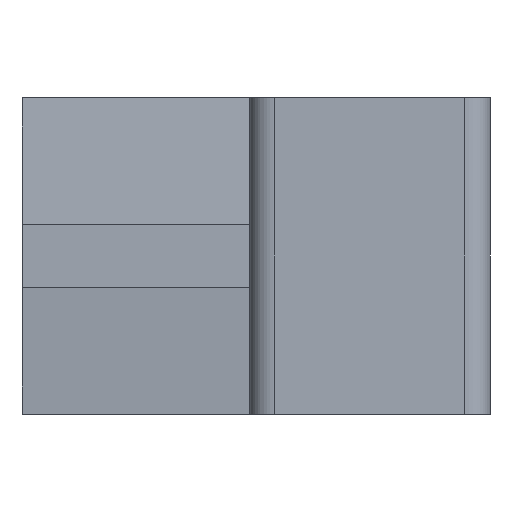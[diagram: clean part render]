
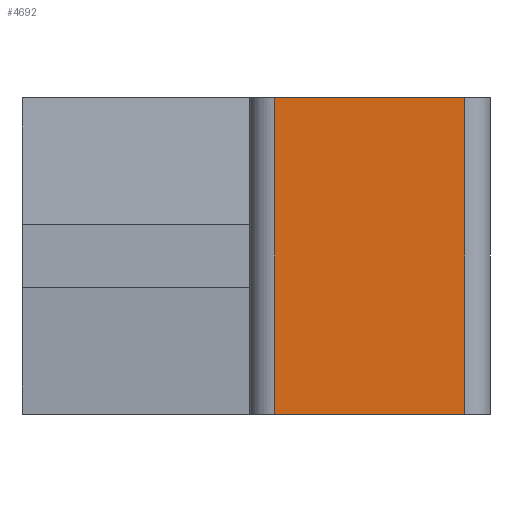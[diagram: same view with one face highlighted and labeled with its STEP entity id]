
A CAD part, left-side view. The second image highlights one B-rep face of the part: STEP entity #4692.
In plain terms, the highlighted free-form (B-spline) face has degree [1, 1] with [2, 2] control points.
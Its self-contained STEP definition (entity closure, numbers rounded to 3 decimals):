
#3567=CARTESIAN_POINT('',(-13.,-5.1,-12.5));
#3568=VERTEX_POINT('',#3567);
#3582=CARTESIAN_POINT('',(-13.,9.9,-12.5));
#3583=VERTEX_POINT('',#3582);
#3584=CARTESIAN_POINT('',(-13.,-5.1,-12.5));
#3585=CARTESIAN_POINT('',(-13.,9.9,-12.5));
#3586=QUASI_UNIFORM_CURVE('',1,(#3584,#3585),.UNSPECIFIED.,.F.,.U.);
#3587=EDGE_CURVE('',#3568,#3583,#3586,.T.);
#4019=CARTESIAN_POINT('',(-13.,9.9,12.5));
#4020=VERTEX_POINT('',#4019);
#4034=CARTESIAN_POINT('',(-13.,-5.1,12.5));
#4035=VERTEX_POINT('',#4034);
#4036=CARTESIAN_POINT('',(-13.,-5.1,12.5));
#4037=CARTESIAN_POINT('',(-13.,9.9,12.5));
#4038=QUASI_UNIFORM_CURVE('',1,(#4036,#4037),.UNSPECIFIED.,.F.,.U.);
#4039=EDGE_CURVE('',#4035,#4020,#4038,.T.);
#4667=CARTESIAN_POINT('',(-13.,9.9,12.5));
#4668=CARTESIAN_POINT('',(-13.,9.9,-12.5));
#4669=QUASI_UNIFORM_CURVE('',1,(#4667,#4668),.UNSPECIFIED.,.F.,.U.);
#4670=EDGE_CURVE('',#4020,#3583,#4669,.T.);
#4677=CARTESIAN_POINT('',(-13.,-5.849,-13.749));
#4678=CARTESIAN_POINT('',(-13.,-5.849,13.749));
#4679=CARTESIAN_POINT('',(-13.,10.649,-13.749));
#4680=CARTESIAN_POINT('',(-13.,10.649,13.749));
#4681=B_SPLINE_SURFACE_WITH_KNOTS('',1,1,((#4677,#4679),(#4678,#4680)),.UNSPECIFIED.,.F.,.F.,.U.,(2,2),(2,2),(0.0,27.498),(0.0,16.499),.UNSPECIFIED.);
#4682=ORIENTED_EDGE('',*,*,#3587,.F.);
#4683=CARTESIAN_POINT('',(-13.,-5.1,12.5));
#4684=CARTESIAN_POINT('',(-13.,-5.1,-12.5));
#4685=QUASI_UNIFORM_CURVE('',1,(#4683,#4684),.UNSPECIFIED.,.F.,.U.);
#4686=EDGE_CURVE('',#4035,#3568,#4685,.T.);
#4687=ORIENTED_EDGE('',*,*,#4686,.F.);
#4688=ORIENTED_EDGE('',*,*,#4039,.T.);
#4689=ORIENTED_EDGE('',*,*,#4670,.T.);
#4690=EDGE_LOOP('',(#4682,#4687,#4688,#4689));
#4691=FACE_OUTER_BOUND('',#4690,.T.);
#4692=ADVANCED_FACE('',(#4691),#4681,.T.);
